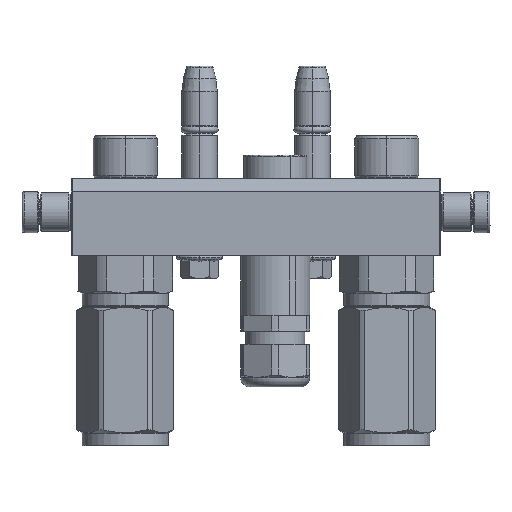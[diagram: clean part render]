
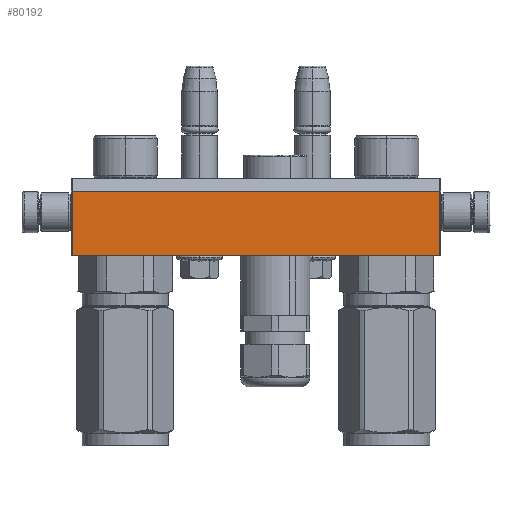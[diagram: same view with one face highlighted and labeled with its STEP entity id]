
A CAD part, left-side view. The second image highlights one B-rep face of the part: STEP entity #80192.
In plain terms, the highlighted face is planar.
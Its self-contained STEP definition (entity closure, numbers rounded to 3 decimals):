
#2088 = CARTESIAN_POINT ( 'NONE',  ( 144., 0., -90. ) ) ;
#6044 = ORIENTED_EDGE ( 'NONE', *, *, #54086, .T. ) ;
#7522 = CARTESIAN_POINT ( 'NONE',  ( 143.5, 30., -90. ) ) ;
#12289 = VECTOR ( 'NONE', #64906, 1000. ) ;
#12908 = VERTEX_POINT ( 'NONE', #80284 ) ;
#13390 = VECTOR ( 'NONE', #31467, 1000. ) ;
#14982 = VERTEX_POINT ( 'NONE', #34908 ) ;
#15333 = CARTESIAN_POINT ( 'NONE',  ( 143.5, 30., -90. ) ) ;
#21060 = EDGE_CURVE ( 'NONE', #35789, #14982, #40790, .T. ) ;
#25526 = LINE ( 'NONE', #58379, #12289 ) ;
#25657 = LINE ( 'NONE', #50850, #13390 ) ;
#26648 = DIRECTION ( 'NONE',  ( -1., 0., 0. ) ) ;
#28004 = EDGE_CURVE ( 'NONE', #12908, #35789, #25657, .T. ) ;
#30094 = VECTOR ( 'NONE', #42782, 1000. ) ;
#31467 = DIRECTION ( 'NONE',  ( 0., 1., 0. ) ) ;
#33486 = DIRECTION ( 'NONE',  ( -1., 0., 0. ) ) ;
#34341 = PLANE ( 'NONE',  #43027 ) ;
#34908 = CARTESIAN_POINT ( 'NONE',  ( 0.5, 30., -90. ) ) ;
#35789 = VERTEX_POINT ( 'NONE', #15333 ) ;
#36104 = CARTESIAN_POINT ( 'NONE',  ( 0.5, 5., -90. ) ) ;
#39448 = FACE_OUTER_BOUND ( 'NONE', #84354, .T. ) ;
#40790 = LINE ( 'NONE', #7522, #44918 ) ;
#42782 = DIRECTION ( 'NONE',  ( -1., 0., 0. ) ) ;
#43027 = AXIS2_PLACEMENT_3D ( 'NONE', #2088, #73004, #33486 ) ;
#44918 = VECTOR ( 'NONE', #26648, 1000. ) ;
#49859 = CARTESIAN_POINT ( 'NONE',  ( 143.5, 5., -90. ) ) ;
#50850 = CARTESIAN_POINT ( 'NONE',  ( 143.5, 5., -90. ) ) ;
#50950 = VERTEX_POINT ( 'NONE', #36104 ) ;
#54086 = EDGE_CURVE ( 'NONE', #50950, #14982, #25526, .T. ) ;
#58379 = CARTESIAN_POINT ( 'NONE',  ( 0.5, 5., -90. ) ) ;
#59933 = ORIENTED_EDGE ( 'NONE', *, *, #68146, .T. ) ;
#60938 = ORIENTED_EDGE ( 'NONE', *, *, #21060, .F. ) ;
#64906 = DIRECTION ( 'NONE',  ( 0., 1., 0. ) ) ;
#68146 = EDGE_CURVE ( 'NONE', #12908, #50950, #73830, .T. ) ;
#69052 = ORIENTED_EDGE ( 'NONE', *, *, #28004, .F. ) ;
#73004 = DIRECTION ( 'NONE',  ( 0., 0., -1. ) ) ;
#73830 = LINE ( 'NONE', #49859, #30094 ) ;
#80192 = ADVANCED_FACE ( 'NONE', ( #39448 ), #34341, .T. ) ;
#80284 = CARTESIAN_POINT ( 'NONE',  ( 143.5, 5., -90. ) ) ;
#84354 = EDGE_LOOP ( 'NONE', ( #60938, #69052, #59933, #6044 ) ) ;
